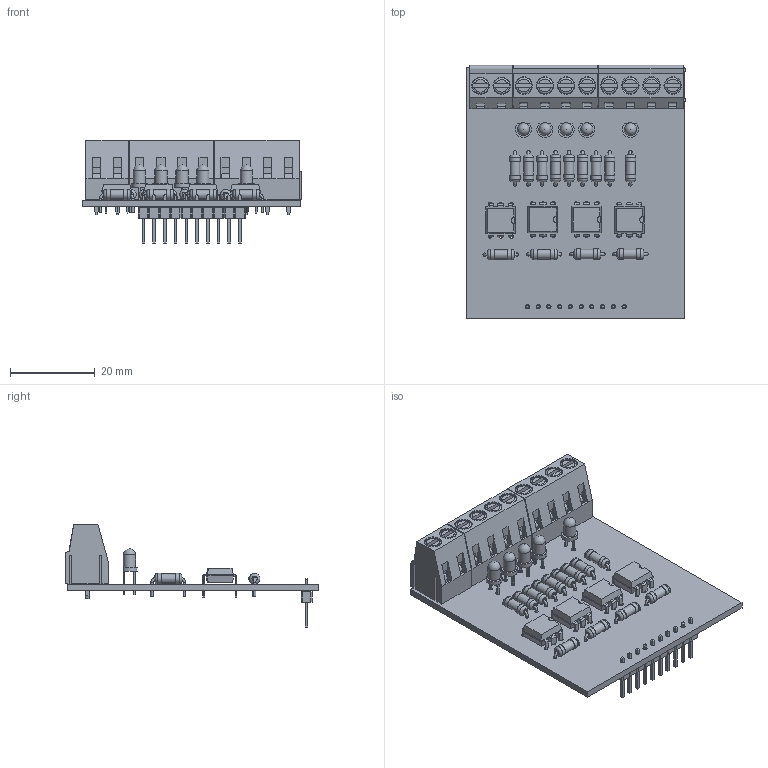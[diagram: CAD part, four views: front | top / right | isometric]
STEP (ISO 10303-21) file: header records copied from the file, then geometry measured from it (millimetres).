
FILE_DESCRIPTION(('KiCad electronic assembly'),'2;1');
FILE_NAME('PPDuino_Nano.step','2025-07-17T13:19:14',('Pcbnew'),('Kicad') ,'Open CASCADE STEP processor 7.8','KiCad to STEP converter','Unknown' );
FILE_SCHEMA(('AUTOMOTIVE_DESIGN { 1 0 10303 214 1 1 1 1 }'));
Length unit declared in the file: millimetre
Products named in the file (14): PPDuino_Nano 1; R_Axial_DIN0207_L6.3mm_D2.5mm_P7.62mm_Horizontal; R_Axial_DIN0207_L63mm_D25mm_P762mm_Horizontal; DIP-6_W7.62mm; LED_D3.0mm_IRBlack; Borneras DG128-5.0-02; DG128-5.0-02; DG128-5.0-04; PinHeader_1x10_P2.54mm_Vertical; PinHeader_1x10_P254mm_Vertical; PPDuino Nano Entradas_PCB
Assembly tree (33 placements, depth 3):
  PPDuino_Nano 1
    R_Axial_DIN0207_L6.3mm_D2.5mm_P7.62mm_Horizontal  x13
      R_Axial_DIN0207_L63mm_D25mm_P762mm_Horizontal
    DIP-6_W7.62mm  x4
      DIP-6_W7.62mm
    LED_D3.0mm_IRBlack  x5
      LED_D3.0mm_IRBlack
    Borneras DG128-5.0-02
      DG128-5.0-02
    DG128-5.0-04  x2
      DG128-5.0-04
    PinHeader_1x10_P2.54mm_Vertical
      PinHeader_1x10_P254mm_Vertical
    PPDuino Nano Entradas_PCB
Bounding box: 51.9 x 60 x 24.44 mm (x, y, z)
Volume: 10396.8 mm3; surface area: 19098.7 mm2
Topology: 57 solids, 57 shells, 2286 faces, 5597 edges, 3527 vertices
Faces by surface type: plane 1777, cylinder 340, torus 82, bspline 72, cone 10, sphere 5
Full cylindrical faces by diameter (mm): 0.6 x26, 0.8 x50, 0.9 x10, 1 x10, 1.32 x10, 1.8 x10, 2 x10, 2.25 x13, 2.5 x36, 2.6 x10, 2.9 x5, 4 x10, 4.1 x10
Entity records: 42089 total; most frequent: CARTESIAN_POINT 7335, ORIENTED_EDGE 6102, DIRECTION 5843, EDGE_CURVE 3051, LINE 2547, VECTOR 2547, VERTEX_POINT 1925, AXIS2_PLACEMENT_3D 1648
